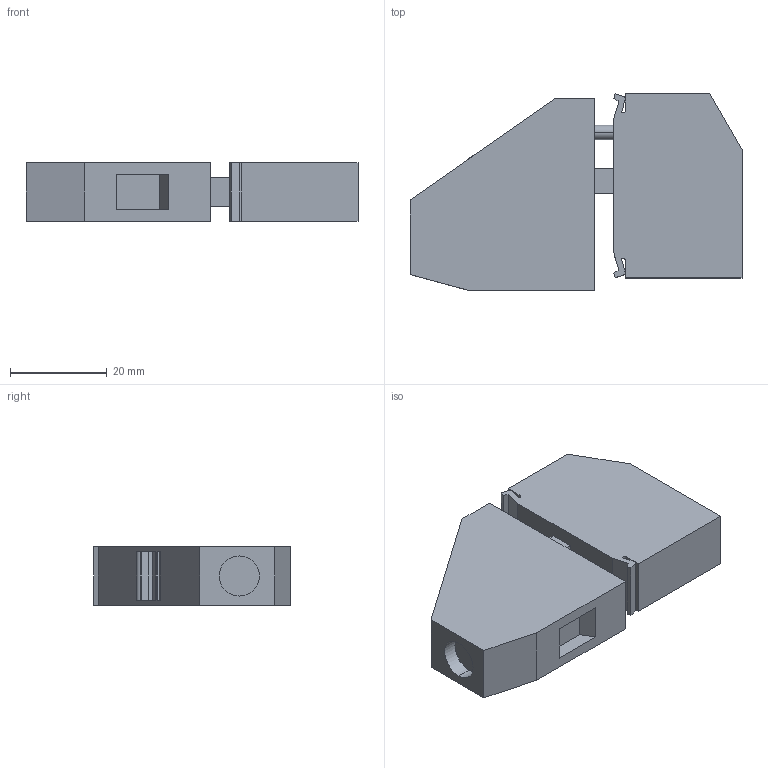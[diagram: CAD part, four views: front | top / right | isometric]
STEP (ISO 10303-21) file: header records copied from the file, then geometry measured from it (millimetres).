
FILE_DESCRIPTION(('SolidDesigner STEP Export'),'2;1');
FILE_NAME('0714079_hdfkv16z_select.stp','2008-10-22T10:35:28',(''),(''),'OneSpace Designer STEP processor for AP214 (Solid Model)','OneSpace Designer 14.50 18-Oct-2006 (C) CoCreate Software GmbH','');
FILE_SCHEMA(('AUTOMOTIVE_DESIGN { 1 0 10303 214 1 1 1 1 }'));
Length unit declared in the file: millimetre
Products named in the file (2): 0714079_hdfkv16z_select
Assembly tree (1 placements, depth 2):
  0714079_hdfkv16z_select
    0714079_hdfkv16z_select
Bounding box: 68.6 x 40.66 x 12 mm (x, y, z)
Volume: 24680.6 mm3; surface area: 8286.6 mm2
Topology: 1 solids, 1 shells, 107 faces, 291 edges, 194 vertices
Faces by surface type: plane 75, cylinder 32
Entity records: 4079 total; most frequent: ORIENTED_EDGE 582, CARTESIAN_POINT 555, DIRECTION 495, EDGE_CURVE 291, VECTOR 227, LINE 227, VERTEX_POINT 194, AXIS2_PLACEMENT_3D 134
